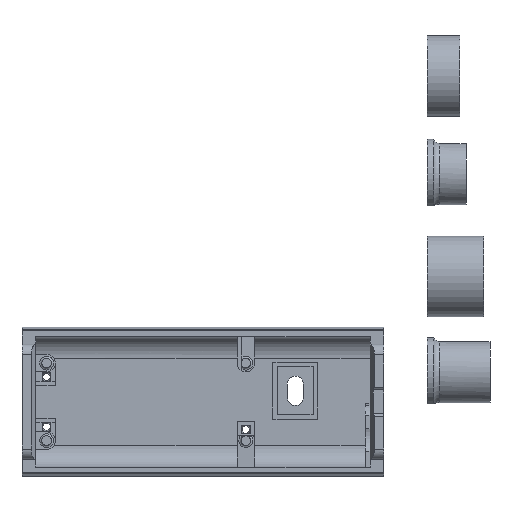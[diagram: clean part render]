
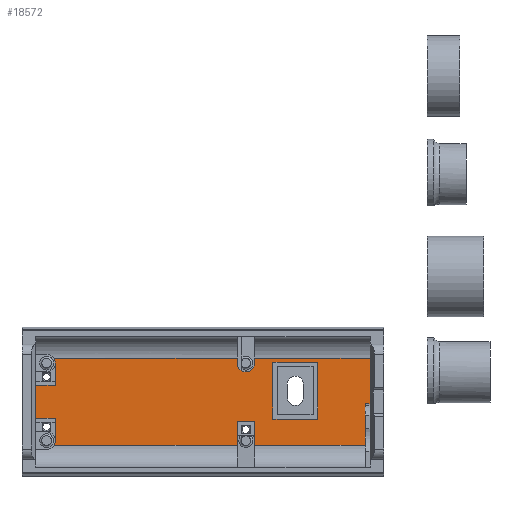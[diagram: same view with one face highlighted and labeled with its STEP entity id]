
A CAD part, front view. The second image highlights one B-rep face of the part: STEP entity #18572.
In plain terms, the highlighted planar face has unit normal (0, -1, 0).
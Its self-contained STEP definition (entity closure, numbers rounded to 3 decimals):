
#218=FACE_BOUND('',#1766,.T.);
#370=PLANE('',#19695);
#719=FACE_OUTER_BOUND('',#1765,.T.);
#1765=EDGE_LOOP('',(#12507,#12508,#12509,#12510,#12511,#12512,#12513,#12514,
#12515,#12516,#12517,#12518,#12519,#12520,#12521,#12522,#12523,#12524,#12525,
#12526,#12527,#12528));
#1766=EDGE_LOOP('',(#12529,#12530,#12531,#12532));
#4124=LINE('',#22763,#5492);
#4128=LINE('',#22771,#5496);
#4131=LINE('',#22777,#5499);
#4134=LINE('',#22782,#5502);
#4195=LINE('',#23074,#5563);
#4197=LINE('',#23079,#5565);
#4199=LINE('',#23082,#5567);
#4200=LINE('',#23085,#5568);
#4204=LINE('',#23097,#5572);
#4239=LINE('',#23185,#5607);
#4281=LINE('',#23294,#5649);
#4283=LINE('',#23297,#5651);
#4286=LINE('',#23305,#5654);
#4288=LINE('',#23308,#5656);
#4289=LINE('',#23311,#5657);
#4290=LINE('',#23313,#5658);
#4291=LINE('',#23317,#5659);
#4292=LINE('',#23318,#5660);
#4293=LINE('',#23320,#5661);
#4294=LINE('',#23322,#5662);
#4295=LINE('',#23324,#5663);
#4296=LINE('',#23326,#5664);
#4297=LINE('',#23327,#5665);
#5492=VECTOR('',#20227,10.);
#5496=VECTOR('',#20233,10.);
#5499=VECTOR('',#20238,10.);
#5502=VECTOR('',#20243,10.);
#5563=VECTOR('',#20456,10.);
#5565=VECTOR('',#20460,10.);
#5567=VECTOR('',#20464,10.);
#5568=VECTOR('',#20467,10.);
#5572=VECTOR('',#20481,10.);
#5607=VECTOR('',#20546,10.);
#5649=VECTOR('',#20636,10.);
#5651=VECTOR('',#20640,10.);
#5654=VECTOR('',#20651,10.);
#5656=VECTOR('',#20655,10.);
#5657=VECTOR('',#20658,10.);
#5658=VECTOR('',#20659,10.);
#5659=VECTOR('',#20662,10.);
#5660=VECTOR('',#20663,10.);
#5661=VECTOR('',#20664,10.);
#5662=VECTOR('',#20665,10.);
#5663=VECTOR('',#20666,10.);
#5664=VECTOR('',#20667,10.);
#5665=VECTOR('',#20668,10.);
#6835=CIRCLE('',#19656,2.);
#6839=CIRCLE('',#19668,2.);
#6847=CIRCLE('',#19696,2.);
#7023=VERTEX_POINT('',#22761);
#7024=VERTEX_POINT('',#22762);
#7027=VERTEX_POINT('',#22770);
#7029=VERTEX_POINT('',#22776);
#7112=VERTEX_POINT('',#23070);
#7113=VERTEX_POINT('',#23072);
#7114=VERTEX_POINT('',#23076);
#7115=VERTEX_POINT('',#23078);
#7116=VERTEX_POINT('',#23084);
#7119=VERTEX_POINT('',#23095);
#7129=VERTEX_POINT('',#23123);
#7133=VERTEX_POINT('',#23131);
#7148=VERTEX_POINT('',#23182);
#7149=VERTEX_POINT('',#23184);
#7162=VERTEX_POINT('',#23216);
#7163=VERTEX_POINT('',#23218);
#7184=VERTEX_POINT('',#23293);
#7185=VERTEX_POINT('',#23304);
#7186=VERTEX_POINT('',#23310);
#7187=VERTEX_POINT('',#23312);
#7188=VERTEX_POINT('',#23314);
#7189=VERTEX_POINT('',#23316);
#7190=VERTEX_POINT('',#23319);
#7191=VERTEX_POINT('',#23321);
#7192=VERTEX_POINT('',#23323);
#7193=VERTEX_POINT('',#23325);
#9021=EDGE_CURVE('',#7023,#7024,#4124,.T.);
#9025=EDGE_CURVE('',#7024,#7027,#4128,.T.);
#9028=EDGE_CURVE('',#7027,#7029,#4131,.T.);
#9031=EDGE_CURVE('',#7029,#7023,#4134,.T.);
#9153=EDGE_CURVE('',#7112,#7113,#4195,.T.);
#9155=EDGE_CURVE('',#7115,#7114,#4197,.T.);
#9157=EDGE_CURVE('',#7113,#7115,#4199,.T.);
#9158=EDGE_CURVE('',#7112,#7116,#4200,.T.);
#9166=EDGE_CURVE('',#7119,#7114,#4204,.T.);
#9184=EDGE_CURVE('',#7129,#7133,#6835,.T.);
#9207=EDGE_CURVE('',#7148,#7149,#4239,.T.);
#9225=EDGE_CURVE('',#7163,#7162,#6839,.T.);
#9259=EDGE_CURVE('',#7148,#7184,#4281,.T.);
#9261=EDGE_CURVE('',#7184,#7129,#4283,.T.);
#9264=EDGE_CURVE('',#7162,#7185,#4286,.T.);
#9266=EDGE_CURVE('',#7185,#7149,#4288,.T.);
#9267=EDGE_CURVE('',#7186,#7119,#4289,.T.);
#9268=EDGE_CURVE('',#7186,#7187,#4290,.T.);
#9269=EDGE_CURVE('',#7187,#7188,#6847,.T.);
#9270=EDGE_CURVE('',#7188,#7189,#4291,.T.);
#9271=EDGE_CURVE('',#7163,#7189,#4292,.T.);
#9272=EDGE_CURVE('',#7190,#7133,#4293,.T.);
#9273=EDGE_CURVE('',#7190,#7191,#4294,.T.);
#9274=EDGE_CURVE('',#7191,#7192,#4295,.T.);
#9275=EDGE_CURVE('',#7192,#7193,#4296,.T.);
#9276=EDGE_CURVE('',#7116,#7193,#4297,.T.);
#12507=ORIENTED_EDGE('',*,*,#9155,.T.);
#12508=ORIENTED_EDGE('',*,*,#9166,.F.);
#12509=ORIENTED_EDGE('',*,*,#9267,.F.);
#12510=ORIENTED_EDGE('',*,*,#9268,.T.);
#12511=ORIENTED_EDGE('',*,*,#9269,.T.);
#12512=ORIENTED_EDGE('',*,*,#9270,.T.);
#12513=ORIENTED_EDGE('',*,*,#9271,.F.);
#12514=ORIENTED_EDGE('',*,*,#9225,.T.);
#12515=ORIENTED_EDGE('',*,*,#9264,.T.);
#12516=ORIENTED_EDGE('',*,*,#9266,.T.);
#12517=ORIENTED_EDGE('',*,*,#9207,.F.);
#12518=ORIENTED_EDGE('',*,*,#9259,.T.);
#12519=ORIENTED_EDGE('',*,*,#9261,.T.);
#12520=ORIENTED_EDGE('',*,*,#9184,.T.);
#12521=ORIENTED_EDGE('',*,*,#9272,.F.);
#12522=ORIENTED_EDGE('',*,*,#9273,.T.);
#12523=ORIENTED_EDGE('',*,*,#9274,.T.);
#12524=ORIENTED_EDGE('',*,*,#9275,.T.);
#12525=ORIENTED_EDGE('',*,*,#9276,.F.);
#12526=ORIENTED_EDGE('',*,*,#9158,.F.);
#12527=ORIENTED_EDGE('',*,*,#9153,.T.);
#12528=ORIENTED_EDGE('',*,*,#9157,.T.);
#12529=ORIENTED_EDGE('',*,*,#9021,.T.);
#12530=ORIENTED_EDGE('',*,*,#9025,.T.);
#12531=ORIENTED_EDGE('',*,*,#9028,.T.);
#12532=ORIENTED_EDGE('',*,*,#9031,.T.);
#18572=ADVANCED_FACE('',(#719,#218),#370,.F.);
#19656=AXIS2_PLACEMENT_3D('',#23140,#20508,#20509);
#19668=AXIS2_PLACEMENT_3D('',#23219,#20569,#20570);
#19695=AXIS2_PLACEMENT_3D('',#23309,#20656,#20657);
#19696=AXIS2_PLACEMENT_3D('',#23315,#20660,#20661);
#20227=DIRECTION('',(0.,0.,1.));
#20233=DIRECTION('',(1.,0.,0.));
#20238=DIRECTION('',(0.,0.,-1.));
#20243=DIRECTION('',(-1.,0.,0.));
#20456=DIRECTION('',(-1.,0.,0.));
#20460=DIRECTION('',(1.,0.,0.));
#20464=DIRECTION('',(0.,0.,1.));
#20467=DIRECTION('',(0.,0.,-1.));
#20481=DIRECTION('',(0.,0.,-1.));
#20508=DIRECTION('center_axis',(0.,1.,0.));
#20509=DIRECTION('ref_axis',(1.,0.,0.));
#20546=DIRECTION('',(0.,0.,1.));
#20569=DIRECTION('center_axis',(0.,1.,0.));
#20570=DIRECTION('ref_axis',(1.,0.,0.));
#20636=DIRECTION('',(1.,0.,0.));
#20640=DIRECTION('',(0.,0.,-1.));
#20651=DIRECTION('',(0.,0.,-1.));
#20655=DIRECTION('',(-1.,0.,0.));
#20656=DIRECTION('center_axis',(0.,1.,0.));
#20657=DIRECTION('ref_axis',(0.,0.,1.));
#20658=DIRECTION('',(1.,0.,0.));
#20659=DIRECTION('',(0.,0.,-1.));
#20660=DIRECTION('center_axis',(0.,1.,0.));
#20661=DIRECTION('ref_axis',(1.,0.,0.));
#20662=DIRECTION('',(0.,0.,1.));
#20663=DIRECTION('',(1.,0.,0.));
#20664=DIRECTION('',(-1.,0.,0.));
#20665=DIRECTION('',(0.,0.,1.));
#20666=DIRECTION('',(1.,0.,0.));
#20667=DIRECTION('',(0.,0.,-1.));
#20668=DIRECTION('',(-1.,0.,0.));
#22761=CARTESIAN_POINT('',(54.485,18.6,-3.962));
#22762=CARTESIAN_POINT('',(54.485,18.6,9.042));
#22763=CARTESIAN_POINT('',(54.485,18.6,4.521));
#22770=CARTESIAN_POINT('',(64.785,18.6,9.042));
#22771=CARTESIAN_POINT('',(51.592,18.6,9.042));
#22776=CARTESIAN_POINT('',(64.785,18.6,-3.962));
#22777=CARTESIAN_POINT('',(64.785,18.6,-1.981));
#22782=CARTESIAN_POINT('',(46.442,18.6,-3.962));
#23070=CARTESIAN_POINT('',(76.8,18.6,-9.302));
#23072=CARTESIAN_POINT('',(75.7,18.6,-9.302));
#23074=CARTESIAN_POINT('',(57.6,18.6,-9.302));
#23076=CARTESIAN_POINT('',(76.8,18.6,-8.802));
#23078=CARTESIAN_POINT('',(75.7,18.6,-8.802));
#23079=CARTESIAN_POINT('',(57.6,18.6,-8.802));
#23082=CARTESIAN_POINT('',(75.7,18.6,-3.901));
#23084=CARTESIAN_POINT('',(76.8,18.6,-10.));
#23085=CARTESIAN_POINT('',(76.8,18.6,-7.5));
#23095=CARTESIAN_POINT('',(76.8,18.6,10.));
#23097=CARTESIAN_POINT('',(76.8,18.6,-7.5));
#23123=CARTESIAN_POINT('',(4.54,18.6,-8.89));
#23131=CARTESIAN_POINT('',(4.204,18.6,-10.));
#23140=CARTESIAN_POINT('Origin',(2.54,18.6,-8.89));
#23182=CARTESIAN_POINT('',(0.,18.6,-3.815));
#23184=CARTESIAN_POINT('',(0.,18.6,3.815));
#23185=CARTESIAN_POINT('',(0.,18.6,7.5));
#23216=CARTESIAN_POINT('',(4.54,18.6,8.89));
#23218=CARTESIAN_POINT('',(4.204,18.6,10.));
#23219=CARTESIAN_POINT('Origin',(2.54,18.6,8.89));
#23293=CARTESIAN_POINT('',(4.54,18.6,-3.815));
#23294=CARTESIAN_POINT('',(21.47,18.6,-3.815));
#23297=CARTESIAN_POINT('',(4.54,18.6,-4.445));
#23304=CARTESIAN_POINT('',(4.54,18.6,3.815));
#23305=CARTESIAN_POINT('',(4.54,18.6,1.908));
#23308=CARTESIAN_POINT('',(19.2,18.6,3.815));
#23309=CARTESIAN_POINT('Origin',(38.4,18.6,0.));
#23310=CARTESIAN_POINT('',(50.26,18.6,10.));
#23311=CARTESIAN_POINT('',(58.1,18.6,10.));
#23312=CARTESIAN_POINT('',(50.26,18.6,8.89));
#23313=CARTESIAN_POINT('',(50.26,18.6,4.445));
#23314=CARTESIAN_POINT('',(46.26,18.6,8.89));
#23315=CARTESIAN_POINT('Origin',(48.26,18.6,8.89));
#23316=CARTESIAN_POINT('',(46.26,18.6,10.));
#23317=CARTESIAN_POINT('',(46.26,18.6,7.5));
#23318=CARTESIAN_POINT('',(58.1,18.6,10.));
#23319=CARTESIAN_POINT('',(46.26,18.6,-10.));
#23320=CARTESIAN_POINT('',(18.7,18.6,-10.));
#23321=CARTESIAN_POINT('',(46.26,18.6,-4.45));
#23322=CARTESIAN_POINT('',(46.26,18.6,-2.225));
#23323=CARTESIAN_POINT('',(50.26,18.6,-4.45));
#23324=CARTESIAN_POINT('',(44.33,18.6,-4.45));
#23325=CARTESIAN_POINT('',(50.26,18.6,-10.));
#23326=CARTESIAN_POINT('',(50.26,18.6,-7.5));
#23327=CARTESIAN_POINT('',(18.7,18.6,-10.));
